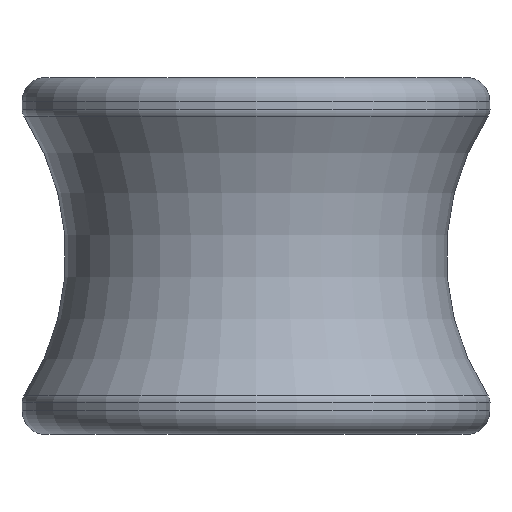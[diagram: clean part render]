
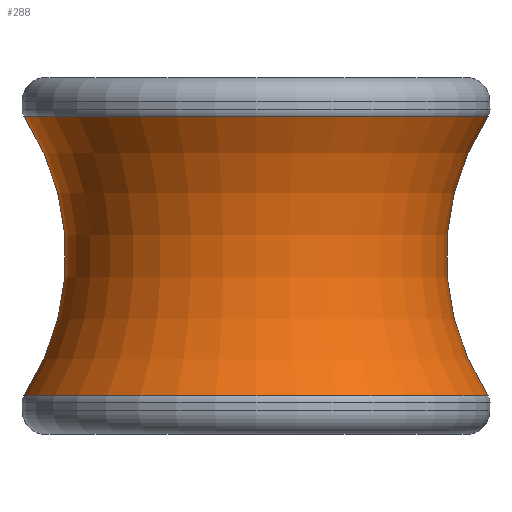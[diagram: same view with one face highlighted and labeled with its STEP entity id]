
A CAD part, left-side view. The second image highlights one B-rep face of the part: STEP entity #288.
In plain terms, the highlighted toroidal (fillet/blend) face has major radius 18.727 mm and minor radius 10.727 mm.
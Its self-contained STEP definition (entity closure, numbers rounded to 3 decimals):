
#51=FACE_OUTER_BOUND('',#73,.T.);
#73=EDGE_LOOP('',(#219,#220,#221,#222,#223));
#89=CIRCLE('',#318,9.753);
#90=CIRCLE('',#319,9.753);
#95=CIRCLE('',#326,9.753);
#103=CIRCLE('',#340,10.727);
#124=VERTEX_POINT('',#493);
#125=VERTEX_POINT('',#495);
#128=VERTEX_POINT('',#506);
#149=EDGE_CURVE('',#124,#125,#89,.T.);
#150=EDGE_CURVE('',#125,#124,#90,.T.);
#156=EDGE_CURVE('',#128,#128,#95,.T.);
#165=EDGE_CURVE('',#128,#125,#103,.T.);
#219=ORIENTED_EDGE('',*,*,#156,.F.);
#220=ORIENTED_EDGE('',*,*,#165,.T.);
#221=ORIENTED_EDGE('',*,*,#149,.F.);
#222=ORIENTED_EDGE('',*,*,#150,.F.);
#223=ORIENTED_EDGE('',*,*,#165,.F.);
#274=TOROIDAL_SURFACE('',#339,18.727,10.727);
#288=ADVANCED_FACE('',(#51),#274,.F.);
#318=AXIS2_PLACEMENT_3D('',#496,#378,#379);
#319=AXIS2_PLACEMENT_3D('',#497,#380,#381);
#326=AXIS2_PLACEMENT_3D('',#508,#395,#396);
#339=AXIS2_PLACEMENT_3D('',#527,#422,#423);
#340=AXIS2_PLACEMENT_3D('',#528,#424,#425);
#378=DIRECTION('center_axis',(0.,0.,
-1.));
#379=DIRECTION('ref_axis',(1.,0.,0.));
#380=DIRECTION('center_axis',(0.,0.,
-1.));
#381=DIRECTION('ref_axis',(1.,0.,0.));
#395=DIRECTION('center_axis',(0.,0.,
1.));
#396=DIRECTION('ref_axis',(1.,0.,0.));
#422=DIRECTION('center_axis',(0.,0.,
1.));
#423=DIRECTION('ref_axis',(1.,0.,0.));
#424=DIRECTION('center_axis',(0.,1.,0.));
#425=DIRECTION('ref_axis',(-1.,0.,0.));
#493=CARTESIAN_POINT('',(-1.379,-50.,157.373));
#495=CARTESIAN_POINT('',(-20.886,-50.,157.373));
#496=CARTESIAN_POINT('Origin',(-11.132,-50.,157.373));
#497=CARTESIAN_POINT('Origin',(-11.132,-50.,157.373));
#506=CARTESIAN_POINT('',(-20.886,-50.,169.127));
#508=CARTESIAN_POINT('Origin',(-11.132,-50.,169.127));
#527=CARTESIAN_POINT('Origin',(-11.132,-50.,163.25));
#528=CARTESIAN_POINT('Origin',(-29.859,-50.,163.25));
